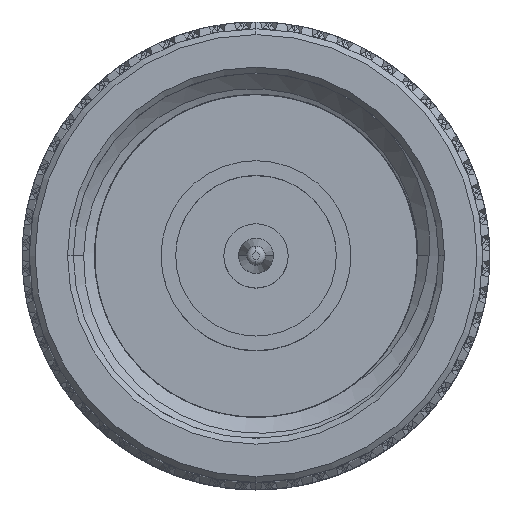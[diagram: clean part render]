
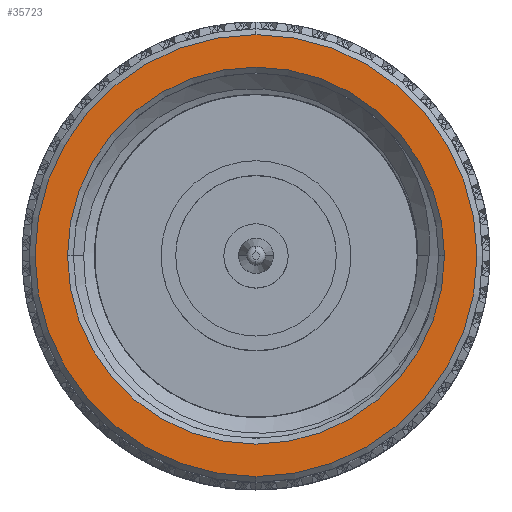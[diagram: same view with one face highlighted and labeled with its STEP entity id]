
A CAD part, top view. The second image highlights one B-rep face of the part: STEP entity #35723.
In plain terms, the highlighted face is planar.
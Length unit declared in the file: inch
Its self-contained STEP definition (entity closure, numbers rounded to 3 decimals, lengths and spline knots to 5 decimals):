
#1623 = CARTESIAN_POINT ( 'NONE',  ( 0., 0.37809, 0. ) ) ;
#4902 = AXIS2_PLACEMENT_3D ( 'NONE', #35899, #77762, #33701 ) ;
#8441 = DIRECTION ( 'NONE',  ( -1., 0., 0. ) ) ;
#9418 = CIRCLE ( 'NONE', #43280, 0.37809 ) ;
#11838 = CIRCLE ( 'NONE', #36785, 0.37809 ) ;
#16995 = CARTESIAN_POINT ( 'NONE',  ( 0., 0., 0. ) ) ;
#17560 = DIRECTION ( 'NONE',  ( -1., 0., 0. ) ) ;
#18704 = VERTEX_POINT ( 'NONE', #44768 ) ;
#21801 = DIRECTION ( 'NONE',  ( 0., -1., 0. ) ) ;
#27353 = VERTEX_POINT ( 'NONE', #1623 ) ;
#33701 = DIRECTION ( 'NONE',  ( 0., -1., 0. ) ) ;
#33814 = VERTEX_POINT ( 'NONE', #97075 ) ;
#35723 = ADVANCED_FACE ( 'NONE', ( #42039, #94497 ), #110170, .T. ) ;
#35899 = CARTESIAN_POINT ( 'NONE',  ( 0., 0.38809, 0. ) ) ;
#36785 = AXIS2_PLACEMENT_3D ( 'NONE', #16995, #17560, #51628 ) ;
#37728 = EDGE_CURVE ( 'NONE', #52847, #33814, #47531, .T. ) ;
#38073 = DIRECTION ( 'NONE',  ( 1., 0., 0. ) ) ;
#38530 = ORIENTED_EDGE ( 'NONE', *, *, #53565, .T. ) ;
#42039 = FACE_BOUND ( 'NONE', #45420, .T. ) ;
#43280 = AXIS2_PLACEMENT_3D ( 'NONE', #100533, #8441, #77068 ) ;
#44768 = CARTESIAN_POINT ( 'NONE',  ( 0., -0.37809, 0. ) ) ;
#45229 = ORIENTED_EDGE ( 'NONE', *, *, #87280, .T. ) ;
#45420 = EDGE_LOOP ( 'NONE', ( #51099, #45229 ) ) ;
#47531 = CIRCLE ( 'NONE', #86740, 0.3225 ) ;
#49732 = AXIS2_PLACEMENT_3D ( 'NONE', #64777, #107744, #21801 ) ;
#50784 = CARTESIAN_POINT ( 'NONE',  ( 0., 0., 0.3225 ) ) ;
#51099 = ORIENTED_EDGE ( 'NONE', *, *, #37728, .T. ) ;
#51628 = DIRECTION ( 'NONE',  ( 0., -1., 0. ) ) ;
#52847 = VERTEX_POINT ( 'NONE', #50784 ) ;
#53565 = EDGE_CURVE ( 'NONE', #18704, #27353, #11838, .T. ) ;
#54861 = DIRECTION ( 'NONE',  ( 0., -1., 0. ) ) ;
#64777 = CARTESIAN_POINT ( 'NONE',  ( 0., 0., 0. ) ) ;
#64849 = CARTESIAN_POINT ( 'NONE',  ( 0., 0., 0. ) ) ;
#65265 = EDGE_CURVE ( 'NONE', #27353, #18704, #9418, .T. ) ;
#65826 = CIRCLE ( 'NONE', #49732, 0.3225 ) ;
#77068 = DIRECTION ( 'NONE',  ( 0., -1., 0. ) ) ;
#77762 = DIRECTION ( 'NONE',  ( -1., 0., 0. ) ) ;
#84035 = EDGE_LOOP ( 'NONE', ( #107091, #38530 ) ) ;
#86740 = AXIS2_PLACEMENT_3D ( 'NONE', #64849, #38073, #54861 ) ;
#87280 = EDGE_CURVE ( 'NONE', #33814, #52847, #65826, .T. ) ;
#94497 = FACE_OUTER_BOUND ( 'NONE', #84035, .T. ) ;
#97075 = CARTESIAN_POINT ( 'NONE',  ( 0., 0., -0.3225 ) ) ;
#100533 = CARTESIAN_POINT ( 'NONE',  ( 0., 0., 0. ) ) ;
#107091 = ORIENTED_EDGE ( 'NONE', *, *, #65265, .T. ) ;
#107744 = DIRECTION ( 'NONE',  ( 1., 0., 0. ) ) ;
#110170 = PLANE ( 'NONE',  #4902 ) ;
